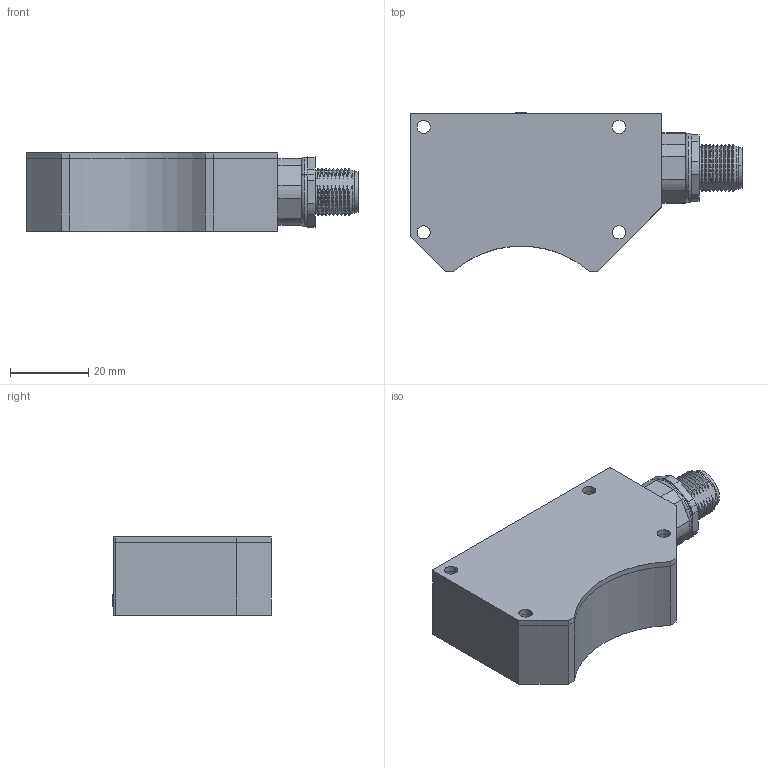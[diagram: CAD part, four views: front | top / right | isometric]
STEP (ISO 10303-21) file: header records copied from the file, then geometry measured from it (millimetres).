
FILE_DESCRIPTION (( 'STEP AP214' ), '1' );
FILE_NAME ('12_15_00_000_RMAX3_V2_M12.STEP', '2014-12-05T13:24:08', ( ' ' ), ( ' ' ), 'SwSTEP 2.0', 'SolidWorks 2009', '' );
FILE_SCHEMA (( 'AUTOMOTIVE_DESIGN' ));
Length unit declared in the file: millimetre
Products named in the file (6): 12_15_00_000_RMAX3_V2_M12; Binder_kbor12A3t500; Stecker_RMAX3_V2; 12_15_00_003_Gehäuseschale_RMAX3_V2~0; Stecker_RMAX3_V2_komplett; 12_15_00_004_Deckel_RMAX3_V2~0
Assembly tree (5 placements, depth 3):
  12_15_00_000_RMAX3_V2_M12
    12_15_00_003_Gehäuseschale_RMAX3_V2~0
    12_15_00_004_Deckel_RMAX3_V2~0
    Stecker_RMAX3_V2_komplett
      Binder_kbor12A3t500
      Stecker_RMAX3_V2
Bounding box: 85 x 40.7 x 20 mm (x, y, z)
Volume: 19235.1 mm3; surface area: 22511.6 mm2
Topology: 6 solids, 6 shells, 505 faces, 1293 edges, 845 vertices
Faces by surface type: cylinder 271, plane 168, cone 48, sphere 12, torus 6
Entity records: 15689 total; most frequent: CARTESIAN_POINT 2813, DIRECTION 2796, ORIENTED_EDGE 2490, EDGE_CURVE 1245, AXIS2_PLACEMENT_3D 1106, VERTEX_POINT 823, EDGE_LOOP 600, CIRCLE 592
